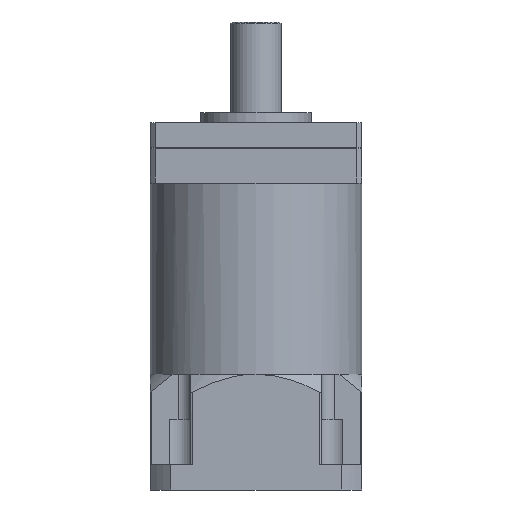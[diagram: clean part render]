
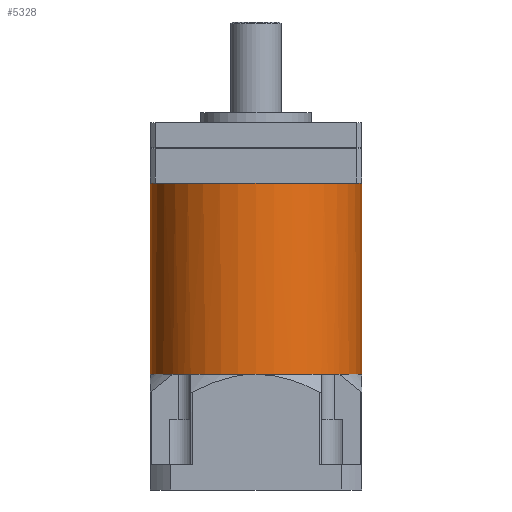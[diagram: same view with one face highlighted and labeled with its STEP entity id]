
A CAD part, front view. The second image highlights one B-rep face of the part: STEP entity #5328.
In plain terms, the highlighted cylindrical face has radius 21 mm (diameter 42 mm), a partial arc.
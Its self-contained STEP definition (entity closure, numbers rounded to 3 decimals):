
#33 = EDGE_CURVE ( 'NONE', #1492, #5675, #3870, .T. ) ;
#59 = CARTESIAN_POINT ( 'NONE',  ( 0., 0., 23. ) ) ;
#112 = EDGE_CURVE ( 'NONE', #4493, #5675, #5613, .T. ) ;
#191 = EDGE_CURVE ( 'NONE', #1607, #4015, #4314, .T. ) ;
#351 = CARTESIAN_POINT ( 'NONE',  ( 0., 0., 23. ) ) ;
#414 = DIRECTION ( 'NONE',  ( 0., 0., -1. ) ) ;
#572 = AXIS2_PLACEMENT_3D ( 'NONE', #2512, #2055, #4425 ) ;
#1033 = DIRECTION ( 'NONE',  ( 0., 0., -1. ) ) ;
#1138 = DIRECTION ( 'NONE',  ( -1., 0., 0. ) ) ;
#1166 = VERTEX_POINT ( 'NONE', #6211 ) ;
#1226 = AXIS2_PLACEMENT_3D ( 'NONE', #59, #4411, #2514 ) ;
#1474 = AXIS2_PLACEMENT_3D ( 'NONE', #5395, #2981, #4866 ) ;
#1492 = VERTEX_POINT ( 'NONE', #2278 ) ;
#1559 = CARTESIAN_POINT ( 'NONE',  ( 0., 0., 49. ) ) ;
#1607 = VERTEX_POINT ( 'NONE', #3093 ) ;
#1757 = VERTEX_POINT ( 'NONE', #5275 ) ;
#1817 = CARTESIAN_POINT ( 'NONE',  ( 0., 0., 23. ) ) ;
#1840 = CIRCLE ( 'NONE', #4652, 21. ) ;
#1855 = EDGE_CURVE ( 'NONE', #1757, #4015, #1840, .T. ) ;
#1863 = DIRECTION ( 'NONE',  ( 1., 0., 0. ) ) ;
#1873 = ORIENTED_EDGE ( 'NONE', *, *, #191, .T. ) ;
#2019 = DIRECTION ( 'NONE',  ( 0., 0., -1. ) ) ;
#2055 = DIRECTION ( 'NONE',  ( 0., 0., 1. ) ) ;
#2080 = DIRECTION ( 'NONE',  ( 0., 0., -1. ) ) ;
#2220 = CIRCLE ( 'NONE', #5857, 21. ) ;
#2278 = CARTESIAN_POINT ( 'NONE',  ( 21., 0., 23. ) ) ;
#2283 = ORIENTED_EDGE ( 'NONE', *, *, #3503, .F. ) ;
#2415 = DIRECTION ( 'NONE',  ( 0., 0., 1. ) ) ;
#2512 = CARTESIAN_POINT ( 'NONE',  ( 0., 0., 61. ) ) ;
#2514 = DIRECTION ( 'NONE',  ( 1., 0., 0. ) ) ;
#2541 = VERTEX_POINT ( 'NONE', #5064 ) ;
#2737 = CARTESIAN_POINT ( 'NONE',  ( -13., -16.492, 23. ) ) ;
#2738 = CARTESIAN_POINT ( 'NONE',  ( 0., 0., 23. ) ) ;
#2802 = ORIENTED_EDGE ( 'NONE', *, *, #3965, .T. ) ;
#2811 = DIRECTION ( 'NONE',  ( 0., 0., -1. ) ) ;
#2981 = DIRECTION ( 'NONE',  ( 0., 0., -1. ) ) ;
#3045 = VERTEX_POINT ( 'NONE', #5341 ) ;
#3093 = CARTESIAN_POINT ( 'NONE',  ( -16.492, -13., 23. ) ) ;
#3236 = CARTESIAN_POINT ( 'NONE',  ( -21., 0., 23. ) ) ;
#3246 = CARTESIAN_POINT ( 'NONE',  ( 0., 0., 61. ) ) ;
#3276 = DIRECTION ( 'NONE',  ( 1., 0., 0. ) ) ;
#3303 = LINE ( 'NONE', #5760, #5672 ) ;
#3335 = EDGE_CURVE ( 'NONE', #2541, #1166, #4605, .T. ) ;
#3369 = VECTOR ( 'NONE', #1033, 1000. ) ;
#3486 = CARTESIAN_POINT ( 'NONE',  ( 0., 0., 23. ) ) ;
#3503 = EDGE_CURVE ( 'NONE', #3045, #1492, #3303, .T. ) ;
#3539 = AXIS2_PLACEMENT_3D ( 'NONE', #2738, #2811, #6225 ) ;
#3598 = CIRCLE ( 'NONE', #1474, 21. ) ;
#3629 = ORIENTED_EDGE ( 'NONE', *, *, #112, .T. ) ;
#3711 = CARTESIAN_POINT ( 'NONE',  ( 13., -16.492, 23. ) ) ;
#3716 = DIRECTION ( 'NONE',  ( 0., 0., 1. ) ) ;
#3763 = ORIENTED_EDGE ( 'NONE', *, *, #5270, .F. ) ;
#3870 = CIRCLE ( 'NONE', #3539, 21. ) ;
#3925 = ORIENTED_EDGE ( 'NONE', *, *, #3335, .F. ) ;
#3928 = ORIENTED_EDGE ( 'NONE', *, *, #1855, .F. ) ;
#3965 = EDGE_CURVE ( 'NONE', #2541, #4460, #4439, .T. ) ;
#4015 = VERTEX_POINT ( 'NONE', #2737 ) ;
#4247 = CARTESIAN_POINT ( 'NONE',  ( 16.492, -13., 23. ) ) ;
#4314 = CIRCLE ( 'NONE', #1226, 21. ) ;
#4411 = DIRECTION ( 'NONE',  ( 0., 0., 1. ) ) ;
#4425 = DIRECTION ( 'NONE',  ( 1., 0., 0. ) ) ;
#4439 = LINE ( 'NONE', #5954, #3369 ) ;
#4460 = VERTEX_POINT ( 'NONE', #3236 ) ;
#4493 = VERTEX_POINT ( 'NONE', #3711 ) ;
#4502 = ORIENTED_EDGE ( 'NONE', *, *, #4610, .F. ) ;
#4605 = CIRCLE ( 'NONE', #6081, 21. ) ;
#4610 = EDGE_CURVE ( 'NONE', #4493, #1757, #3598, .T. ) ;
#4628 = ORIENTED_EDGE ( 'NONE', *, *, #33, .F. ) ;
#4652 = AXIS2_PLACEMENT_3D ( 'NONE', #3486, #2019, #1138 ) ;
#4854 = AXIS2_PLACEMENT_3D ( 'NONE', #1559, #2080, #5002 ) ;
#4857 = DIRECTION ( 'NONE',  ( 0., 0., -1. ) ) ;
#4866 = DIRECTION ( 'NONE',  ( -1., 0., 0. ) ) ;
#5002 = DIRECTION ( 'NONE',  ( -1., 0., 0. ) ) ;
#5064 = CARTESIAN_POINT ( 'NONE',  ( -21., 0., 61. ) ) ;
#5130 = CYLINDRICAL_SURFACE ( 'NONE', #4854, 21. ) ;
#5270 = EDGE_CURVE ( 'NONE', #1166, #3045, #5884, .T. ) ;
#5275 = CARTESIAN_POINT ( 'NONE',  ( 0., -21., 23. ) ) ;
#5276 = FACE_OUTER_BOUND ( 'NONE', #5330, .T. ) ;
#5300 = DIRECTION ( 'NONE',  ( -1., 0., 0. ) ) ;
#5328 = ADVANCED_FACE ( 'NONE', ( #5276 ), #5130, .T. ) ;
#5330 = EDGE_LOOP ( 'NONE', ( #2283, #3763, #3925, #2802, #6135, #1873, #3928, #4502, #3629, #4628 ) ) ;
#5341 = CARTESIAN_POINT ( 'NONE',  ( 21., 0., 61. ) ) ;
#5395 = CARTESIAN_POINT ( 'NONE',  ( 0., 0., 23. ) ) ;
#5613 = CIRCLE ( 'NONE', #6263, 21. ) ;
#5672 = VECTOR ( 'NONE', #414, 1000. ) ;
#5675 = VERTEX_POINT ( 'NONE', #4247 ) ;
#5760 = CARTESIAN_POINT ( 'NONE',  ( 21., 0., 49. ) ) ;
#5857 = AXIS2_PLACEMENT_3D ( 'NONE', #351, #4857, #5300 ) ;
#5884 = CIRCLE ( 'NONE', #572, 21. ) ;
#5954 = CARTESIAN_POINT ( 'NONE',  ( -21., 0., 49. ) ) ;
#6076 = EDGE_CURVE ( 'NONE', #1607, #4460, #2220, .T. ) ;
#6081 = AXIS2_PLACEMENT_3D ( 'NONE', #3246, #3716, #3276 ) ;
#6135 = ORIENTED_EDGE ( 'NONE', *, *, #6076, .F. ) ;
#6211 = CARTESIAN_POINT ( 'NONE',  ( 0., -21., 61. ) ) ;
#6225 = DIRECTION ( 'NONE',  ( -1., 0., 0. ) ) ;
#6263 = AXIS2_PLACEMENT_3D ( 'NONE', #1817, #2415, #1863 ) ;
